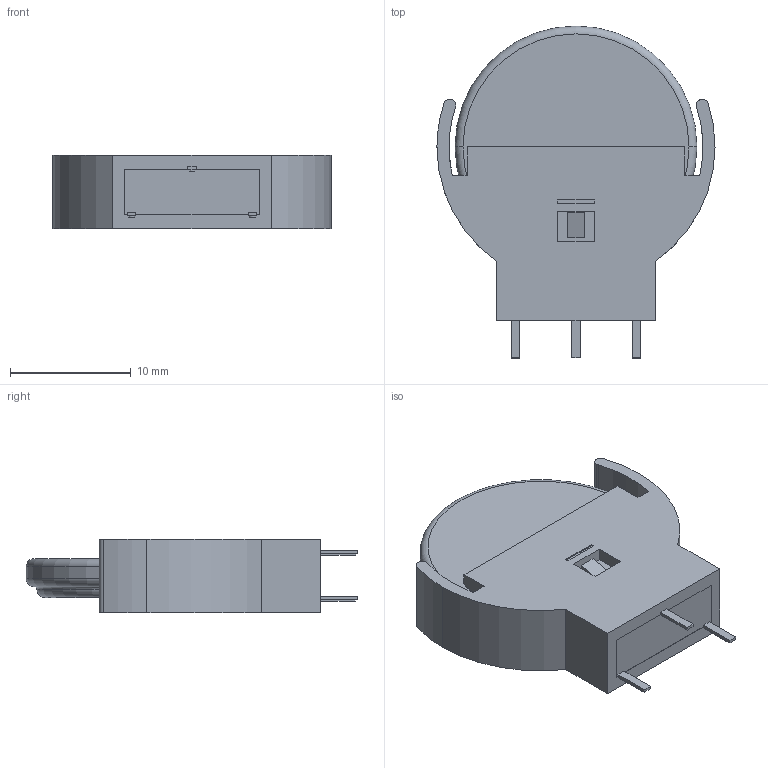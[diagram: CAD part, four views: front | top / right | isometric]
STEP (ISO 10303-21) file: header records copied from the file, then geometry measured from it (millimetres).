
FILE_DESCRIPTION (( 'STEP AP214' ), '1' );
FILE_NAME ('1074.STEP', '2021-05-28T13:30:52', ( '' ), ( '' ), 'SwSTEP 2.0', 'SolidWorks 2018', '' );
FILE_SCHEMA (( 'AUTOMOTIVE_DESIGN' ));
Length unit declared in the file: millimetre
Products named in the file (2): 1074
Bounding box: 23 x 27.45 x 6.1 mm (x, y, z)
Volume: 1697.9 mm3; surface area: 2621.4 mm2
Topology: 9 solids, 9 shells, 178 faces, 453 edges, 298 vertices
Faces by surface type: plane 145, cylinder 25, torus 8
Entity records: 7402 total; most frequent: CARTESIAN_POINT 931, ORIENTED_EDGE 906, DIRECTION 883, EDGE_CURVE 453, LINE 383, VECTOR 383, VERTEX_POINT 298, AXIS2_PLACEMENT_3D 250
